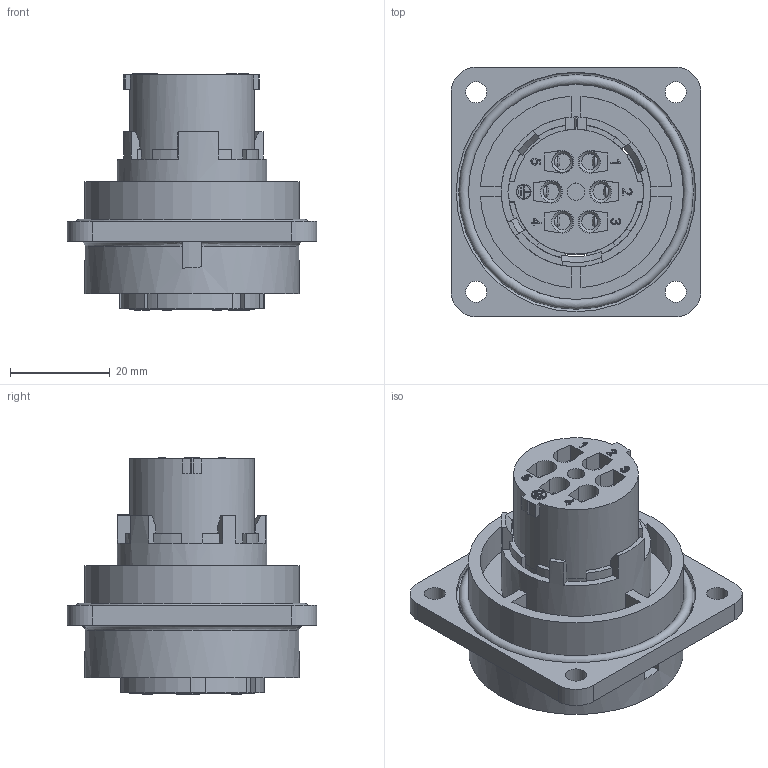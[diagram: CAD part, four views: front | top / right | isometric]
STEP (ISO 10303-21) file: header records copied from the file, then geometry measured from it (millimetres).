
FILE_DESCRIPTION(/* description */ (''),/* implementation_level */ '2;1');
FILE_NAME(/* name */ 'c016 20g005 100 2nxc001-01.stp',/* time_stamp */ '2019-07-08T09:45:20+02:00',/* author */ (''),/* organization */ (''),/* preprocessor_version */ 'ST-DEVELOPER v16.7',/* originating_system */ 'SIEMENS PLM Software NX 12.0',/* authorisation */ '');
FILE_SCHEMA (('AUTOMOTIVE_DESIGN { 1 0 10303 214 3 1 1 1 }'));
Length unit declared in the file: millimetre
Products named in the file (1): c016 20g005 100 2nxc001-01
Bounding box: 50 x 50 x 47.4 mm (x, y, z)
Volume: 38744 mm3; surface area: 20346.1 mm2
Topology: 1 solids, 3 shells, 532 faces, 1434 edges, 952 vertices
Faces by surface type: plane 349, cylinder 130, extrusion 22, cone 17, torus 6, sphere 6, bspline 2
Full cylindrical faces by diameter (mm): 2.4 x1, 2.7 x2, 3 x2, 3.2 x6, 3.5 x1, 4.2 x10, 5 x1, 25 x2, 29 x1, 30 x1, 38.3 x1, 43 x1, 43.1 x2, 48 x1
Entity records: 17396 total; most frequent: CARTESIAN_POINT 4587, ORIENTED_EDGE 2668, DIRECTION 2499, EDGE_CURVE 1334, VERTEX_POINT 915, AXIS2_PLACEMENT_3D 882, VECTOR 735, LINE 713
